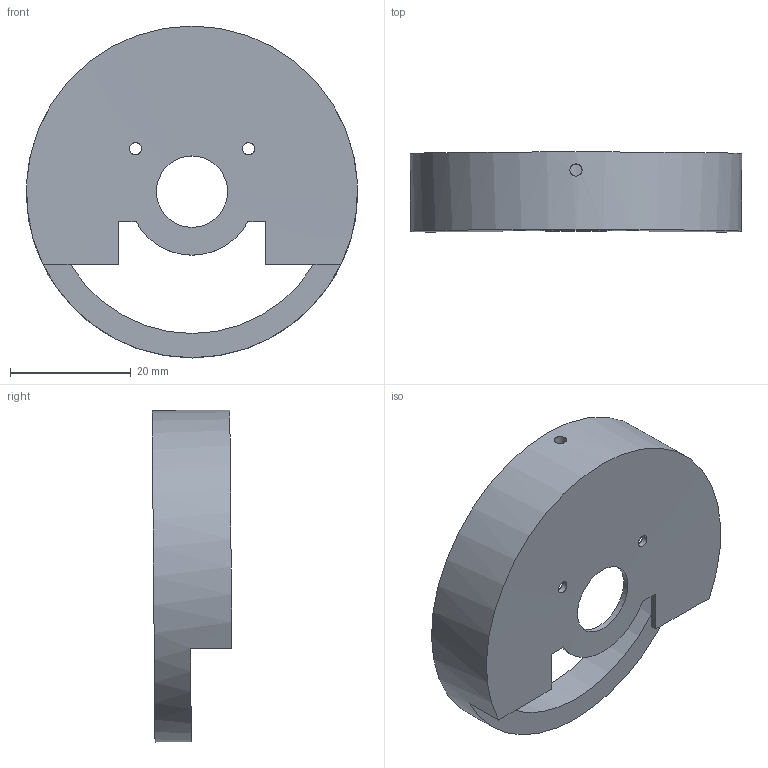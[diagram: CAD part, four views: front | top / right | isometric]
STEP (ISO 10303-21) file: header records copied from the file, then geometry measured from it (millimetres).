
FILE_DESCRIPTION(/* description */ (''),/* implementation_level */ '2;1');
FILE_NAME(/* name */ 'Roller cover.step',/* time_stamp */ '2025-06-23T09:11:57+02:00',/* author */ (''),/* organization */ (''),/* preprocessor_version */ 'ST-DEVELOPER v20.1',/* originating_system */ 'Autodesk Translation Framework v14.10.0.0',/* authorisation */ '');
FILE_SCHEMA (('AUTOMOTIVE_DESIGN { 1 0 10303 214 3 1 1 }'));
Length unit declared in the file: millimetre
Products named in the file (1): Roller cover
Bounding box: 54.8 x 13.19 x 54.91 mm (x, y, z)
Volume: 7861.3 mm3; surface area: 7077.7 mm2
Topology: 1 solids, 1 shells, 17 faces, 58 edges, 40 vertices
Faces by surface type: plane 8, cylinder 6, cone 3
Full cylindrical faces by diameter (mm): 2 x3, 46.8 x1, 54.8 x1
Entity records: 870 total; most frequent: CARTESIAN_POINT 355, ORIENTED_EDGE 116, DIRECTION 84, EDGE_CURVE 58, VERTEX_POINT 40, AXIS2_PLACEMENT_3D 32, EDGE_LOOP 24, LINE 20
